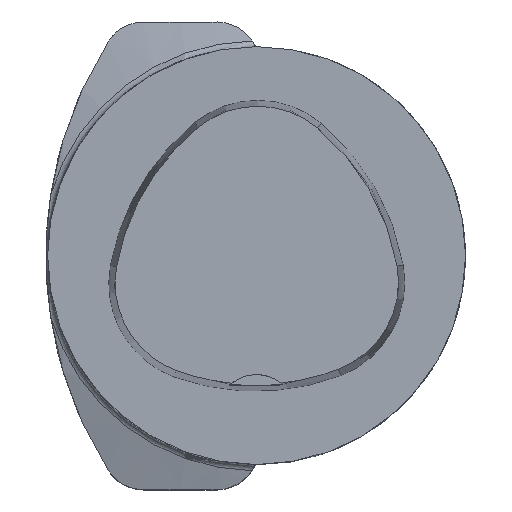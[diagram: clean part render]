
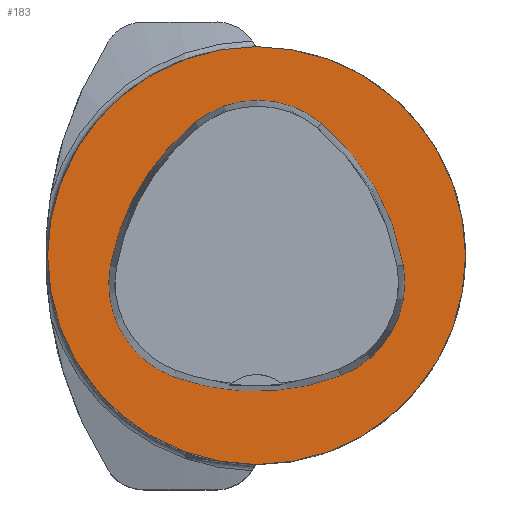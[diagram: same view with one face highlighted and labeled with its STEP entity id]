
A CAD part, top view. The second image highlights one B-rep face of the part: STEP entity #183.
In plain terms, the highlighted planar face has unit normal (0, 0, 1).
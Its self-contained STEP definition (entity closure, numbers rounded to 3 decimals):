
#88=FACE_BOUND('',#341,.T.);
#89=FACE_BOUND('',#342,.T.);
#106=PLANE('',#1142);
#183=ADVANCED_FACE('',(#88,#89),#106,.T.);
#341=EDGE_LOOP('',(#669,#670,#671,#672,#673,#674));
#342=EDGE_LOOP('',(#675));
#669=ORIENTED_EDGE('',*,*,#920,.T.);
#670=ORIENTED_EDGE('',*,*,#900,.T.);
#671=ORIENTED_EDGE('',*,*,#904,.T.);
#672=ORIENTED_EDGE('',*,*,#907,.T.);
#673=ORIENTED_EDGE('',*,*,#910,.T.);
#674=ORIENTED_EDGE('',*,*,#918,.T.);
#675=ORIENTED_EDGE('',*,*,#891,.F.);
#780=VERTEX_POINT('',#1741);
#789=VERTEX_POINT('',#1760);
#790=VERTEX_POINT('',#1761);
#793=VERTEX_POINT('',#1769);
#795=VERTEX_POINT('',#1775);
#797=VERTEX_POINT('',#1781);
#804=VERTEX_POINT('',#1802);
#891=EDGE_CURVE('',#780,#780,#975,.T.);
#900=EDGE_CURVE('',#789,#790,#976,.T.);
#904=EDGE_CURVE('',#790,#793,#978,.T.);
#907=EDGE_CURVE('',#793,#795,#980,.T.);
#910=EDGE_CURVE('',#795,#797,#982,.T.);
#918=EDGE_CURVE('',#797,#804,#986,.T.);
#920=EDGE_CURVE('',#804,#789,#988,.T.);
#975=CIRCLE('',#1113,31.5);
#976=CIRCLE('',#1119,36.);
#978=CIRCLE('',#1122,15.);
#980=CIRCLE('',#1125,36.);
#982=CIRCLE('',#1128,15.);
#986=CIRCLE('',#1133,36.);
#988=CIRCLE('',#1136,15.);
#1113=AXIS2_PLACEMENT_3D('',#1740,#1368,#1369);
#1119=AXIS2_PLACEMENT_3D('',#1759,#1384,#1385);
#1122=AXIS2_PLACEMENT_3D('',#1768,#1392,#1393);
#1125=AXIS2_PLACEMENT_3D('',#1774,#1399,#1400);
#1128=AXIS2_PLACEMENT_3D('',#1780,#1406,#1407);
#1133=AXIS2_PLACEMENT_3D('',#1803,#1418,#1419);
#1136=AXIS2_PLACEMENT_3D('',#1806,#1424,#1425);
#1142=AXIS2_PLACEMENT_3D('',#1812,#1436,#1437);
#1368=DIRECTION('',(0.,0.,-1.));
#1369=DIRECTION('',(-1.,0.,0.));
#1384=DIRECTION('',(0.,0.,-1.));
#1385=DIRECTION('',(-1.,0.,0.));
#1392=DIRECTION('',(0.,0.,-1.));
#1393=DIRECTION('',(-1.,0.,0.));
#1399=DIRECTION('',(0.,0.,-1.));
#1400=DIRECTION('',(-1.,0.,0.));
#1406=DIRECTION('',(0.,0.,-1.));
#1407=DIRECTION('',(-1.,0.,0.));
#1418=DIRECTION('',(0.,0.,-1.));
#1419=DIRECTION('',(-1.,0.,0.));
#1424=DIRECTION('',(0.,0.,-1.));
#1425=DIRECTION('',(-1.,0.,0.));
#1436=DIRECTION('',(0.,0.,1.));
#1437=DIRECTION('',(1.,0.,0.));
#1740=CARTESIAN_POINT('',(0.,0.,0.));
#1741=CARTESIAN_POINT('',(-31.5,0.,0.));
#1759=CARTESIAN_POINT('',(13.398,-7.893,0.));
#1760=CARTESIAN_POINT('',(-22.041,-1.562,0.));
#1761=CARTESIAN_POINT('',(-9.317,20.036,0.));
#1768=CARTESIAN_POINT('',(0.148,8.399,0.));
#1769=CARTESIAN_POINT('',(9.779,19.898,0.));
#1774=CARTESIAN_POINT('',(-13.337,-7.7,0.));
#1775=CARTESIAN_POINT('',(22.122,-1.48,0.));
#1780=CARTESIAN_POINT('',(7.347,-4.071,0.));
#1781=CARTESIAN_POINT('',(12.693,-18.087,0.));
#1802=CARTESIAN_POINT('',(-12.373,-18.307,0.));
#1803=CARTESIAN_POINT('',(-0.137,15.55,0.));
#1806=CARTESIAN_POINT('',(-7.275,-4.2,0.));
#1812=CARTESIAN_POINT('',(0.,0.,0.));
